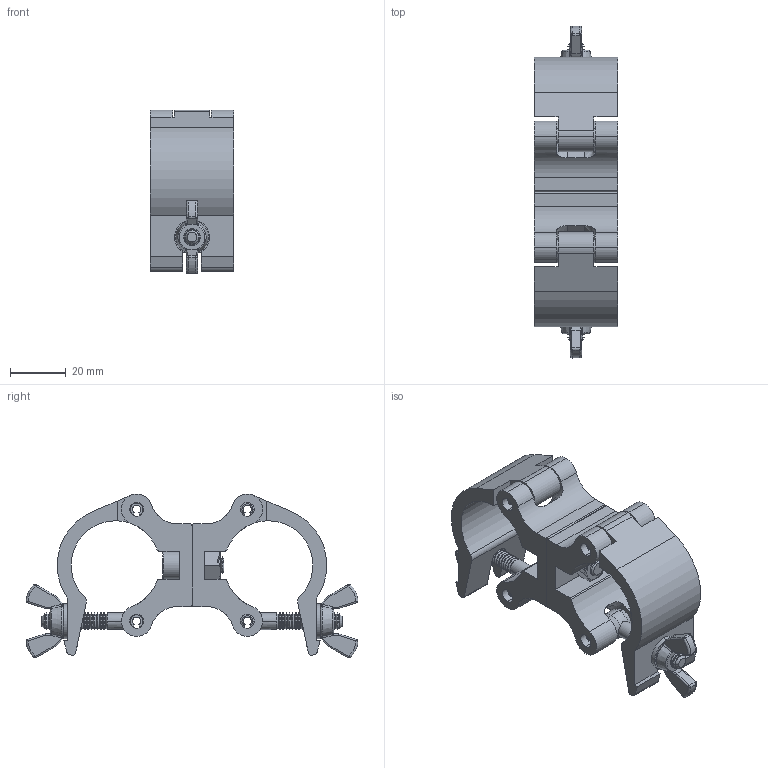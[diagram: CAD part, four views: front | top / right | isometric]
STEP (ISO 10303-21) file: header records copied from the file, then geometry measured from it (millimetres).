
FILE_DESCRIPTION (( 'STEP AP203' ), '1' );
FILE_NAME ('T58815 & T5881501.STEP', '2018-08-13T10:19:59', ( '' ), ( '' ), 'SwSTEP 2.0', 'SolidWorks 2016', '' );
FILE_SCHEMA (( 'CONFIG_CONTROL_DESIGN' ));
Length unit declared in the file: millimetre
Products named in the file (15): TH1821; TH2012; TH321_TH321; F771; TH2011_30MM WIDE; F880_F880 M6 Wing Nut; TH320_TH320; A Washer_Bright washer BS 4320 - M6 (Form A); T78010_Spaced for T58800; T58815 & T5881501; Binx Nut_M6YELL; Socket Head Cap Screw_Doughty Fastners_ISO 4762 M6 x 16 --- 16S; spring pin slotted_hd_doughty fastners - stainless_Spring Pin ISO 8752 - 5 x 8St
Assembly tree (19 placements, depth 3):
  T58815 & T5881501
    TH320_TH320
      TH2012
    TH321_TH321  x2
      TH2011_30MM WIDE
    T78010_Spaced for T58800  x2
      TH1821
      F880_F880 M6 Wing Nut
      A Washer_Bright washer BS 4320 - M6 (Form A)
    F771  x4
    TH320_TH320
      TH2012
    Socket Head Cap Screw_Doughty Fastners_ISO 4762 M6 x 16 --- 16S
    Binx Nut_M6YELL
    spring pin slotted_hd_doughty fastners - stainless_Spring Pin ISO 8752 - 5 x 8St
Bounding box: 29.9 x 119.42 x 58.97 mm (x, y, z)
Volume: 55103 mm3; surface area: 32225.1 mm2
Topology: 17 solids, 17 shells, 1211 faces, 2745 edges, 1589 vertices
Faces by surface type: cone 379, torus 351, cylinder 225, plane 184, bspline 72
Entity records: 22966 total; most frequent: CARTESIAN_POINT 4834, DIRECTION 3810, ORIENTED_EDGE 3278, EDGE_CURVE 1639, AXIS2_PLACEMENT_3D 1625, VERTEX_POINT 973, CIRCLE 933, EDGE_LOOP 760
